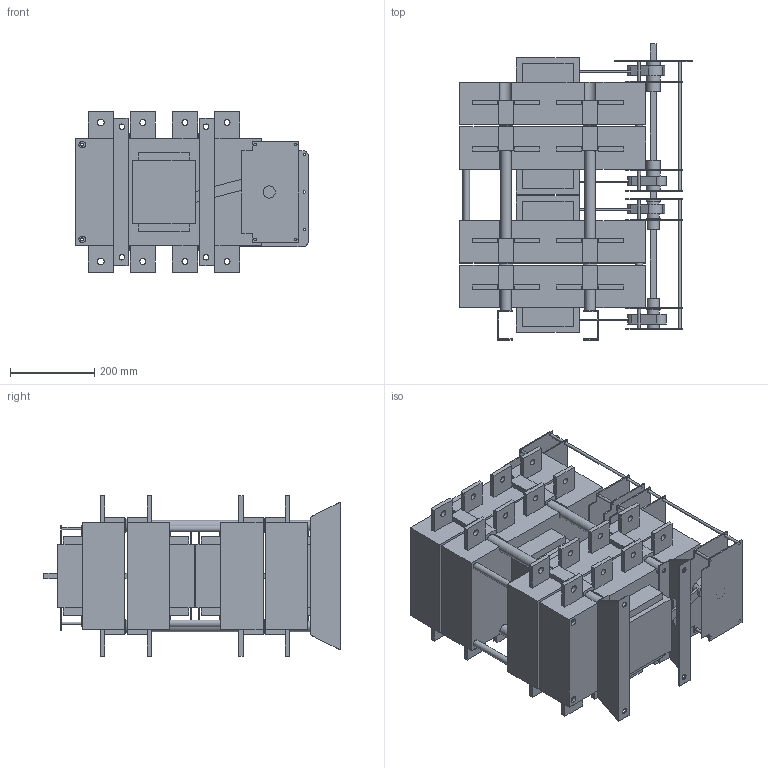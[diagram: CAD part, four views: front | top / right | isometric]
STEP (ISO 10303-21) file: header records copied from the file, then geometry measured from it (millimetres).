
FILE_DESCRIPTION((''),'2;1');
FILE_NAME('S5F20003NSOstp.stp','2013-09-06T08:47:03',('idi'),(''),'Autodesk Inventor 2010','Autodesk Inventor 2010','');
FILE_SCHEMA(('AUTOMOTIVE_DESIGN { 1 0 10303 214 1 1 1 1 }'));
Length unit declared in the file: millimetre
Products named in the file (1): Pieza7
Bounding box: 551.5 x 703.5 x 381 mm (x, y, z)
Volume: 54500906.1 mm3; surface area: 3000366.1 mm2
Topology: 1 solids, 2 shells, 870 faces, 2319 edges, 1540 vertices
Faces by surface type: plane 653, cylinder 160, cone 32, bspline 24, torus 1
Full cylindrical faces by diameter (mm): 5.5 x6, 6.5 x20, 7 x6, 10.5 x8, 11 x12, 13 x4, 14.1 x24, 16 x10, 16.2 x8, 24.053 x1, 25 x8, 29 x3, 29.1 x5, 34 x9, 80 x2
Entity records: 27068 total; most frequent: CARTESIAN_POINT 4837, ORIENTED_EDGE 4202, DIRECTION 4152, EDGE_CURVE 2101, VECTOR 1648, LINE 1648, VERTEX_POINT 1481, EDGE_LOOP 1312
